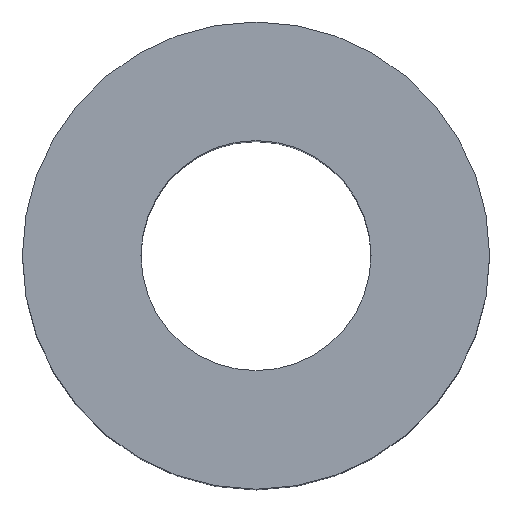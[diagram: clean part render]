
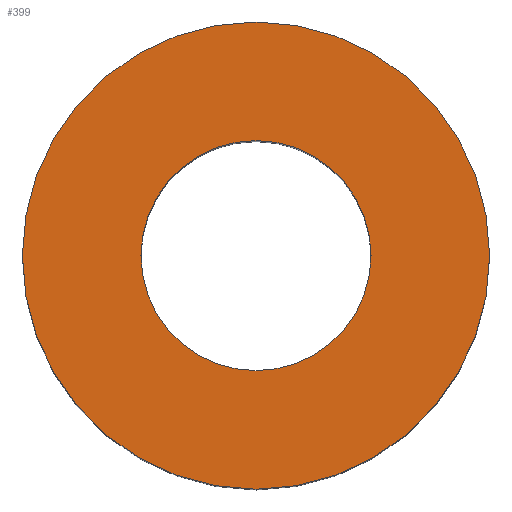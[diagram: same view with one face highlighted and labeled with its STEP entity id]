
A CAD part, top view. The second image highlights one B-rep face of the part: STEP entity #399.
In plain terms, the highlighted planar face has unit normal (0, 0, 1).
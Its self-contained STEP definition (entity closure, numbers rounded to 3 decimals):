
#5 = EDGE_CURVE ( 'NONE', #88, #342, #366, .T. ) ;
#47 = AXIS2_PLACEMENT_3D ( 'NONE', #295, #82, #133 ) ;
#50 = FACE_OUTER_BOUND ( 'NONE', #300, .T. ) ;
#62 = EDGE_LOOP ( 'NONE', ( #197, #235 ) ) ;
#67 = CARTESIAN_POINT ( 'NONE',  ( 0., 0., 42. ) ) ;
#69 = CARTESIAN_POINT ( 'NONE',  ( 16.25, 0., 42. ) ) ;
#81 = CIRCLE ( 'NONE', #148, 16.25 ) ;
#82 = DIRECTION ( 'NONE',  ( 0., 0., 1. ) ) ;
#83 = CARTESIAN_POINT ( 'NONE',  ( 0., 0., 42. ) ) ;
#86 = CARTESIAN_POINT ( 'NONE',  ( 8., 0., 42. ) ) ;
#88 = VERTEX_POINT ( 'NONE', #86 ) ;
#91 = AXIS2_PLACEMENT_3D ( 'NONE', #83, #117, #104 ) ;
#95 = DIRECTION ( 'NONE',  ( -1., 0., 0. ) ) ;
#99 = AXIS2_PLACEMENT_3D ( 'NONE', #205, #142, #309 ) ;
#104 = DIRECTION ( 'NONE',  ( -1., 0., 0. ) ) ;
#117 = DIRECTION ( 'NONE',  ( 0., 0., -1. ) ) ;
#125 = DIRECTION ( 'NONE',  ( 0., 0., -1. ) ) ;
#133 = DIRECTION ( 'NONE',  ( 1., 0., 0. ) ) ;
#142 = DIRECTION ( 'NONE',  ( 0., 0., -1. ) ) ;
#148 = AXIS2_PLACEMENT_3D ( 'NONE', #67, #286, #95 ) ;
#162 = VERTEX_POINT ( 'NONE', #320 ) ;
#188 = EDGE_CURVE ( 'NONE', #162, #255, #81, .T. ) ;
#197 = ORIENTED_EDGE ( 'NONE', *, *, #239, .T. ) ;
#205 = CARTESIAN_POINT ( 'NONE',  ( 0., 0., 42. ) ) ;
#207 = AXIS2_PLACEMENT_3D ( 'NONE', #323, #125, #351 ) ;
#235 = ORIENTED_EDGE ( 'NONE', *, *, #5, .T. ) ;
#239 = EDGE_CURVE ( 'NONE', #342, #88, #304, .T. ) ;
#255 = VERTEX_POINT ( 'NONE', #69 ) ;
#268 = ORIENTED_EDGE ( 'NONE', *, *, #370, .F. ) ;
#285 = ORIENTED_EDGE ( 'NONE', *, *, #188, .F. ) ;
#286 = DIRECTION ( 'NONE',  ( 0., 0., -1. ) ) ;
#295 = CARTESIAN_POINT ( 'NONE',  ( 16.25, 0., 42. ) ) ;
#300 = EDGE_LOOP ( 'NONE', ( #285, #268 ) ) ;
#304 = CIRCLE ( 'NONE', #207, 8. ) ;
#309 = DIRECTION ( 'NONE',  ( -1., 0., 0. ) ) ;
#320 = CARTESIAN_POINT ( 'NONE',  ( -16.25, 0., 42. ) ) ;
#323 = CARTESIAN_POINT ( 'NONE',  ( 0., 0., 42. ) ) ;
#336 = PLANE ( 'NONE',  #47 ) ;
#342 = VERTEX_POINT ( 'NONE', #407 ) ;
#349 = CIRCLE ( 'NONE', #91, 16.25 ) ;
#351 = DIRECTION ( 'NONE',  ( -1., 0., 0. ) ) ;
#361 = FACE_BOUND ( 'NONE', #62, .T. ) ;
#366 = CIRCLE ( 'NONE', #99, 8. ) ;
#370 = EDGE_CURVE ( 'NONE', #255, #162, #349, .T. ) ;
#399 = ADVANCED_FACE ( 'NONE', ( #361, #50 ), #336, .T. ) ;
#407 = CARTESIAN_POINT ( 'NONE',  ( -8., 0., 42. ) ) ;
